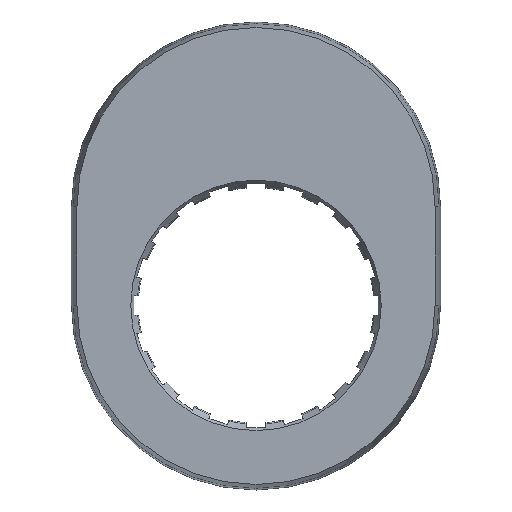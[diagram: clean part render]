
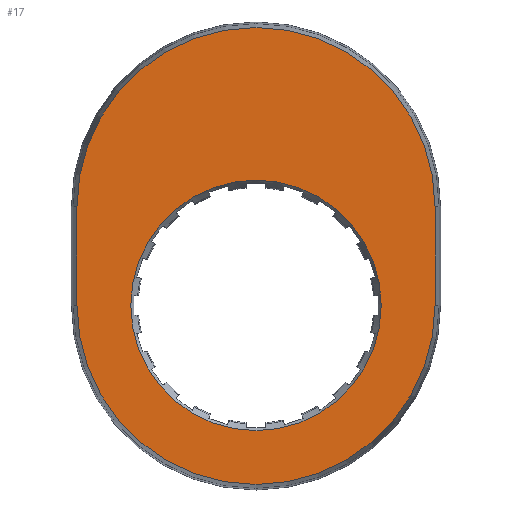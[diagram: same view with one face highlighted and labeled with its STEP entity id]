
A CAD part, left-side view. The second image highlights one B-rep face of the part: STEP entity #17.
In plain terms, the highlighted planar face has unit normal (-1, 0, 0).
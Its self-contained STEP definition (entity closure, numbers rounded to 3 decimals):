
#17 = ADVANCED_FACE('',(#18,#139),#33,.F.);
#18 = FACE_BOUND('',#19,.F.);
#19 = EDGE_LOOP('',(#20,#56,#84,#113));
#20 = ORIENTED_EDGE('',*,*,#21,.T.);
#21 = EDGE_CURVE('',#22,#24,#26,.T.);
#22 = VERTEX_POINT('',#23);
#23 = CARTESIAN_POINT('',(33.,-16.25,20.5));
#24 = VERTEX_POINT('',#25);
#25 = CARTESIAN_POINT('',(33.,-1.75,20.5));
#26 = SURFACE_CURVE('',#27,(#32,#44),.PCURVE_S1.);
#27 = CIRCLE('',#28,7.25);
#28 = AXIS2_PLACEMENT_3D('',#29,#30,#31);
#29 = CARTESIAN_POINT('',(33.,-9.,20.5));
#30 = DIRECTION('',(1.,0.,0.));
#31 = DIRECTION('',(0.,1.,0.));
#32 = PCURVE('',#33,#38);
#33 = PLANE('',#34);
#34 = AXIS2_PLACEMENT_3D('',#35,#36,#37);
#35 = CARTESIAN_POINT('',(33.,-9.,22.5));
#36 = DIRECTION('',(1.,0.,0.));
#37 = DIRECTION('',(0.,0.,1.));
#38 = DEFINITIONAL_REPRESENTATION('',(#39),#43);
#39 = CIRCLE('',#40,7.25);
#40 = AXIS2_PLACEMENT_2D('',#41,#42);
#41 = CARTESIAN_POINT('',(-2.,0.));
#42 = DIRECTION('',(0.,-1.));
#43 = ( GEOMETRIC_REPRESENTATION_CONTEXT(2) 
PARAMETRIC_REPRESENTATION_CONTEXT() REPRESENTATION_CONTEXT('2D SPACE',''
  ) );
#44 = PCURVE('',#45,#50);
#45 = CONICAL_SURFACE('',#46,7.25,0.149);
#46 = AXIS2_PLACEMENT_3D('',#47,#48,#49);
#47 = CARTESIAN_POINT('',(33.,-9.,20.5));
#48 = DIRECTION('',(1.,0.,0.));
#49 = DIRECTION('',(0.,1.,0.));
#50 = DEFINITIONAL_REPRESENTATION('',(#51),#55);
#51 = LINE('',#52,#53);
#52 = CARTESIAN_POINT('',(0.,0.));
#53 = VECTOR('',#54,1.);
#54 = DIRECTION('',(1.,0.));
#55 = ( GEOMETRIC_REPRESENTATION_CONTEXT(2) 
PARAMETRIC_REPRESENTATION_CONTEXT() REPRESENTATION_CONTEXT('2D SPACE',''
  ) );
#56 = ORIENTED_EDGE('',*,*,#57,.T.);
#57 = EDGE_CURVE('',#24,#58,#60,.T.);
#58 = VERTEX_POINT('',#59);
#59 = CARTESIAN_POINT('',(33.,-1.75,24.5));
#60 = SURFACE_CURVE('',#61,(#65,#72),.PCURVE_S1.);
#61 = LINE('',#62,#63);
#62 = CARTESIAN_POINT('',(33.,-1.75,20.5));
#63 = VECTOR('',#64,1.);
#64 = DIRECTION('',(0.,0.,1.));
#65 = PCURVE('',#33,#66);
#66 = DEFINITIONAL_REPRESENTATION('',(#67),#71);
#67 = LINE('',#68,#69);
#68 = CARTESIAN_POINT('',(-2.,-7.25));
#69 = VECTOR('',#70,1.);
#70 = DIRECTION('',(1.,0.));
#71 = ( GEOMETRIC_REPRESENTATION_CONTEXT(2) 
PARAMETRIC_REPRESENTATION_CONTEXT() REPRESENTATION_CONTEXT('2D SPACE',''
  ) );
#72 = PCURVE('',#73,#78);
#73 = PLANE('',#74);
#74 = AXIS2_PLACEMENT_3D('',#75,#76,#77);
#75 = CARTESIAN_POINT('',(34.,-1.6,20.5));
#76 = DIRECTION('',(-0.148,0.989,0.));
#77 = DIRECTION('',(0.,0.,1.));
#78 = DEFINITIONAL_REPRESENTATION('',(#79),#83);
#79 = LINE('',#80,#81);
#80 = CARTESIAN_POINT('',(0.,-1.011));
#81 = VECTOR('',#82,1.);
#82 = DIRECTION('',(1.,0.));
#83 = ( GEOMETRIC_REPRESENTATION_CONTEXT(2) 
PARAMETRIC_REPRESENTATION_CONTEXT() REPRESENTATION_CONTEXT('2D SPACE',''
  ) );
#84 = ORIENTED_EDGE('',*,*,#85,.T.);
#85 = EDGE_CURVE('',#58,#86,#88,.T.);
#86 = VERTEX_POINT('',#87);
#87 = CARTESIAN_POINT('',(33.,-16.25,24.5));
#88 = SURFACE_CURVE('',#89,(#94,#101),.PCURVE_S1.);
#89 = CIRCLE('',#90,7.25);
#90 = AXIS2_PLACEMENT_3D('',#91,#92,#93);
#91 = CARTESIAN_POINT('',(33.,-9.,24.5));
#92 = DIRECTION('',(1.,0.,0.));
#93 = DIRECTION('',(0.,1.,0.));
#94 = PCURVE('',#33,#95);
#95 = DEFINITIONAL_REPRESENTATION('',(#96),#100);
#96 = CIRCLE('',#97,7.25);
#97 = AXIS2_PLACEMENT_2D('',#98,#99);
#98 = CARTESIAN_POINT('',(2.,0.));
#99 = DIRECTION('',(0.,-1.));
#100 = ( GEOMETRIC_REPRESENTATION_CONTEXT(2) 
PARAMETRIC_REPRESENTATION_CONTEXT() REPRESENTATION_CONTEXT('2D SPACE',''
  ) );
#101 = PCURVE('',#102,#107);
#102 = CONICAL_SURFACE('',#103,7.25,0.149);
#103 = AXIS2_PLACEMENT_3D('',#104,#105,#106);
#104 = CARTESIAN_POINT('',(33.,-9.,24.5));
#105 = DIRECTION('',(1.,0.,0.));
#106 = DIRECTION('',(0.,1.,0.));
#107 = DEFINITIONAL_REPRESENTATION('',(#108),#112);
#108 = LINE('',#109,#110);
#109 = CARTESIAN_POINT('',(0.,0.));
#110 = VECTOR('',#111,1.);
#111 = DIRECTION('',(1.,0.));
#112 = ( GEOMETRIC_REPRESENTATION_CONTEXT(2) 
PARAMETRIC_REPRESENTATION_CONTEXT() REPRESENTATION_CONTEXT('2D SPACE',''
  ) );
#113 = ORIENTED_EDGE('',*,*,#114,.T.);
#114 = EDGE_CURVE('',#86,#22,#115,.T.);
#115 = SURFACE_CURVE('',#116,(#120,#127),.PCURVE_S1.);
#116 = LINE('',#117,#118);
#117 = CARTESIAN_POINT('',(33.,-16.25,24.5));
#118 = VECTOR('',#119,1.);
#119 = DIRECTION('',(0.,0.,-1.));
#120 = PCURVE('',#33,#121);
#121 = DEFINITIONAL_REPRESENTATION('',(#122),#126);
#122 = LINE('',#123,#124);
#123 = CARTESIAN_POINT('',(2.,7.25));
#124 = VECTOR('',#125,1.);
#125 = DIRECTION('',(-1.,0.));
#126 = ( GEOMETRIC_REPRESENTATION_CONTEXT(2) 
PARAMETRIC_REPRESENTATION_CONTEXT() REPRESENTATION_CONTEXT('2D SPACE',''
  ) );
#127 = PCURVE('',#128,#133);
#128 = PLANE('',#129);
#129 = AXIS2_PLACEMENT_3D('',#130,#131,#132);
#130 = CARTESIAN_POINT('',(34.,-16.4,24.5));
#131 = DIRECTION('',(-0.148,-0.989,0.)
  );
#132 = DIRECTION('',(0.,0.,-1.));
#133 = DEFINITIONAL_REPRESENTATION('',(#134),#138);
#134 = LINE('',#135,#136);
#135 = CARTESIAN_POINT('',(0.,-1.011));
#136 = VECTOR('',#137,1.);
#137 = DIRECTION('',(1.,0.));
#138 = ( GEOMETRIC_REPRESENTATION_CONTEXT(2) 
PARAMETRIC_REPRESENTATION_CONTEXT() REPRESENTATION_CONTEXT('2D SPACE',''
  ) );
#139 = FACE_BOUND('',#140,.F.);
#140 = EDGE_LOOP('',(#141));
#141 = ORIENTED_EDGE('',*,*,#142,.T.);
#142 = EDGE_CURVE('',#143,#143,#145,.T.);
#143 = VERTEX_POINT('',#144);
#144 = CARTESIAN_POINT('',(33.,-3.93,20.5));
#145 = SURFACE_CURVE('',#146,(#151,#162),.PCURVE_S1.);
#146 = CIRCLE('',#147,5.07);
#147 = AXIS2_PLACEMENT_3D('',#148,#149,#150);
#148 = CARTESIAN_POINT('',(33.,-9.,20.5));
#149 = DIRECTION('',(-1.,0.,0.));
#150 = DIRECTION('',(0.,1.,0.));
#151 = PCURVE('',#33,#152);
#152 = DEFINITIONAL_REPRESENTATION('',(#153),#161);
#153 = ( BOUNDED_CURVE() B_SPLINE_CURVE(2,(#154,#155,#156,#157,#158,#159
,#160),.UNSPECIFIED.,.T.,.F.) B_SPLINE_CURVE_WITH_KNOTS((1,2,2,2,2,1),(
    -2.094,0.,2.094,4.189,6.283,
8.378),.UNSPECIFIED.) CURVE() GEOMETRIC_REPRESENTATION_ITEM() 
RATIONAL_B_SPLINE_CURVE((1.,0.5,1.,0.5,1.,0.5,1.)) REPRESENTATION_ITEM(
  '') );
#154 = CARTESIAN_POINT('',(-2.,-5.07));
#155 = CARTESIAN_POINT('',(-10.781,-5.07));
#156 = CARTESIAN_POINT('',(-6.391,2.535));
#157 = CARTESIAN_POINT('',(-2.,10.14));
#158 = CARTESIAN_POINT('',(2.391,2.535));
#159 = CARTESIAN_POINT('',(6.781,-5.07));
#160 = CARTESIAN_POINT('',(-2.,-5.07));
#161 = ( GEOMETRIC_REPRESENTATION_CONTEXT(2) 
PARAMETRIC_REPRESENTATION_CONTEXT() REPRESENTATION_CONTEXT('2D SPACE',''
  ) );
#162 = PCURVE('',#163,#168);
#163 = CONICAL_SURFACE('',#164,4.816,0.623);
#164 = AXIS2_PLACEMENT_3D('',#165,#166,#167);
#165 = CARTESIAN_POINT('',(33.354,-9.,20.5));
#166 = DIRECTION('',(-1.,0.,0.));
#167 = DIRECTION('',(0.,1.,0.));
#168 = DEFINITIONAL_REPRESENTATION('',(#169),#173);
#169 = LINE('',#170,#171);
#170 = CARTESIAN_POINT('',(0.,0.354));
#171 = VECTOR('',#172,1.);
#172 = DIRECTION('',(1.,0.));
#173 = ( GEOMETRIC_REPRESENTATION_CONTEXT(2) 
PARAMETRIC_REPRESENTATION_CONTEXT() REPRESENTATION_CONTEXT('2D SPACE',''
  ) );
